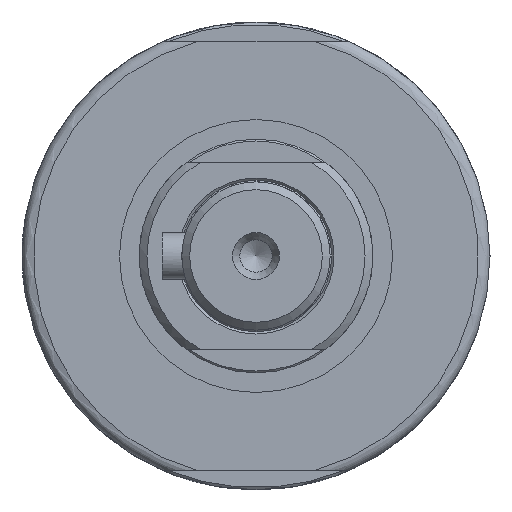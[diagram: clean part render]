
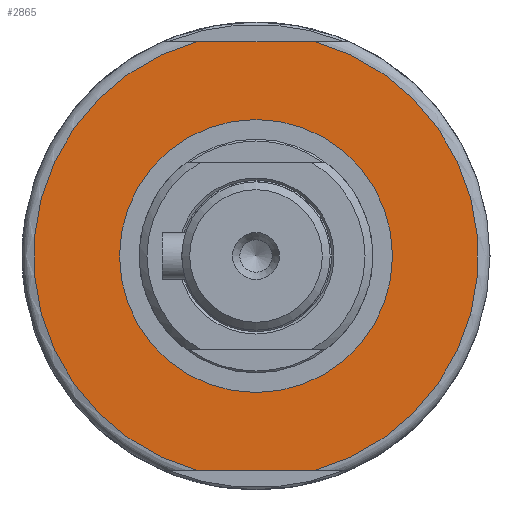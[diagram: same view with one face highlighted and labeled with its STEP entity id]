
A CAD part, left-side view. The second image highlights one B-rep face of the part: STEP entity #2865.
In plain terms, the highlighted planar face has unit normal (-1, 0, 0).
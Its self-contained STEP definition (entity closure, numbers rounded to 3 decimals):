
#116=FACE_BOUND('',#427,.T.);
#153=PLANE('',#3129);
#257=FACE_OUTER_BOUND('',#426,.T.);
#426=EDGE_LOOP('',(#2038,#2039,#2040,#2041));
#427=EDGE_LOOP('',(#2042,#2043));
#610=LINE('',#4813,#753);
#614=LINE('',#4862,#757);
#753=VECTOR('',#3662,10.);
#757=VECTOR('',#3672,10.);
#916=CIRCLE('',#3130,28.5);
#917=CIRCLE('',#3131,28.5);
#918=CIRCLE('',#3132,17.5);
#919=CIRCLE('',#3133,17.5);
#1171=VERTEX_POINT('',#4797);
#1172=VERTEX_POINT('',#4812);
#1179=VERTEX_POINT('',#4846);
#1180=VERTEX_POINT('',#4861);
#1183=VERTEX_POINT('',#4896);
#1184=VERTEX_POINT('',#4897);
#1491=EDGE_CURVE('',#1172,#1171,#610,.T.);
#1500=EDGE_CURVE('',#1180,#1179,#614,.T.);
#1511=EDGE_CURVE('',#1180,#1171,#916,.T.);
#1512=EDGE_CURVE('',#1172,#1179,#917,.T.);
#1513=EDGE_CURVE('',#1183,#1184,#918,.T.);
#1514=EDGE_CURVE('',#1184,#1183,#919,.T.);
#2038=ORIENTED_EDGE('',*,*,#1491,.T.);
#2039=ORIENTED_EDGE('',*,*,#1511,.F.);
#2040=ORIENTED_EDGE('',*,*,#1500,.T.);
#2041=ORIENTED_EDGE('',*,*,#1512,.F.);
#2042=ORIENTED_EDGE('',*,*,#1513,.T.);
#2043=ORIENTED_EDGE('',*,*,#1514,.T.);
#2865=ADVANCED_FACE('',(#257,#116),#153,.T.);
#3129=AXIS2_PLACEMENT_3D('',#4893,#3700,#3701);
#3130=AXIS2_PLACEMENT_3D('',#4894,#3702,#3703);
#3131=AXIS2_PLACEMENT_3D('',#4895,#3704,#3705);
#3132=AXIS2_PLACEMENT_3D('',#4898,#3706,#3707);
#3133=AXIS2_PLACEMENT_3D('',#4899,#3708,#3709);
#3662=DIRECTION('',(0.,-1.,0.));
#3672=DIRECTION('',(0.,1.,0.));
#3700=DIRECTION('center_axis',(-1.,0.,0.));
#3701=DIRECTION('ref_axis',(0.,0.,
-1.));
#3702=DIRECTION('center_axis',(1.,0.,0.));
#3703=DIRECTION('ref_axis',(0.,-1.,0.));
#3704=DIRECTION('center_axis',(1.,0.,0.));
#3705=DIRECTION('ref_axis',(0.,-1.,0.));
#3706=DIRECTION('center_axis',(1.,0.,0.));
#3707=DIRECTION('ref_axis',(0.,-1.,0.));
#3708=DIRECTION('center_axis',(1.,0.,0.));
#3709=DIRECTION('ref_axis',(0.,-1.,0.));
#4797=CARTESIAN_POINT('',(-168.5,-7.483,-27.5));
#4812=CARTESIAN_POINT('',(-168.5,7.483,-27.5));
#4813=CARTESIAN_POINT('',(-168.5,-24.063,-27.5));
#4846=CARTESIAN_POINT('',(-168.5,7.483,27.5));
#4861=CARTESIAN_POINT('',(-168.5,-7.483,27.5));
#4862=CARTESIAN_POINT('',(-168.5,1.553,27.5));
#4893=CARTESIAN_POINT('Origin',(-168.5,-23.,0.));
#4894=CARTESIAN_POINT('Origin',(-168.5,0.,0.));
#4895=CARTESIAN_POINT('Origin',(-168.5,0.,0.));
#4896=CARTESIAN_POINT('',(-168.5,-17.5,0.));
#4897=CARTESIAN_POINT('',(-168.5,17.5,0.));
#4898=CARTESIAN_POINT('Origin',(-168.5,0.,0.));
#4899=CARTESIAN_POINT('Origin',(-168.5,0.,0.));
